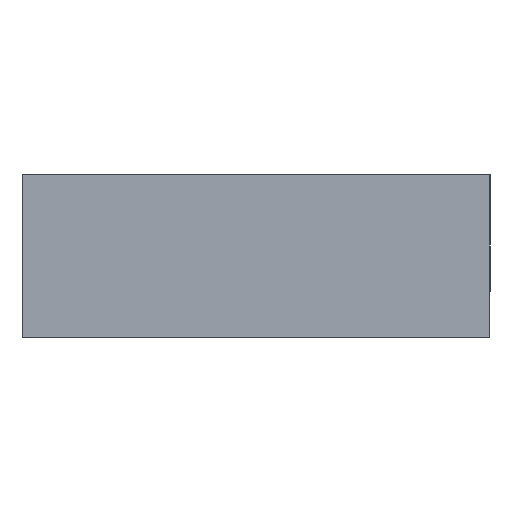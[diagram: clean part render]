
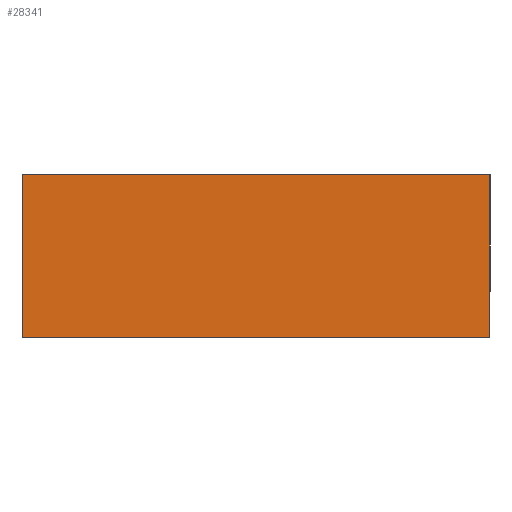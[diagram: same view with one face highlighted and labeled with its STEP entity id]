
A CAD part, left-side view. The second image highlights one B-rep face of the part: STEP entity #28341.
In plain terms, the highlighted planar face has unit normal (-1, 0, 0).
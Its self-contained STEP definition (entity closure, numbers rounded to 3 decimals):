
#2378=PLANE('',#30955);
#3878=FACE_OUTER_BOUND('',#5763,.T.);
#5763=EDGE_LOOP('',(#25920,#25921,#25922,#25923,#25924));
#8436=LINE('',#51919,#11149);
#8441=LINE('',#51929,#11154);
#8453=LINE('',#52977,#11166);
#8455=LINE('',#57317,#11168);
#8458=LINE('',#59923,#11171);
#11149=VECTOR('',#38004,10.);
#11154=VECTOR('',#38013,10.);
#11166=VECTOR('',#38033,10.);
#11168=VECTOR('',#38055,10.);
#11171=VECTOR('',#38076,10.);
#14427=VERTEX_POINT('',#51912);
#14430=VERTEX_POINT('',#51917);
#14433=VERTEX_POINT('',#51927);
#14441=VERTEX_POINT('',#52975);
#14443=VERTEX_POINT('',#57315);
#18206=EDGE_CURVE('',#14427,#14430,#8436,.T.);
#18211=EDGE_CURVE('',#14433,#14430,#8441,.T.);
#18239=EDGE_CURVE('',#14441,#14433,#8453,.F.);
#18271=EDGE_CURVE('',#14443,#14441,#8455,.F.);
#18292=EDGE_CURVE('',#14443,#14427,#8458,.F.);
#25920=ORIENTED_EDGE('',*,*,#18292,.T.);
#25921=ORIENTED_EDGE('',*,*,#18206,.T.);
#25922=ORIENTED_EDGE('',*,*,#18211,.F.);
#25923=ORIENTED_EDGE('',*,*,#18239,.F.);
#25924=ORIENTED_EDGE('',*,*,#18271,.F.);
#28341=ADVANCED_FACE('',(#3878),#2378,.T.);
#30955=AXIS2_PLACEMENT_3D('',#59922,#38074,#38075);
#38004=DIRECTION('',(0.,0.,1.));
#38013=DIRECTION('',(0.,-1.,0.));
#38033=DIRECTION('',(0.,0.,-1.));
#38055=DIRECTION('',(0.,-1.,0.));
#38074=DIRECTION('center_axis',(-1.,0.,0.));
#38075=DIRECTION('ref_axis',(0.,0.,1.));
#38076=DIRECTION('',(0.,0.,-1.));
#51912=CARTESIAN_POINT('',(-11.036,-4.,-2.299));
#51917=CARTESIAN_POINT('',(-11.036,-4.,17.701));
#51919=CARTESIAN_POINT('',(-11.036,-4.,-2.299));
#51927=CARTESIAN_POINT('',(-11.036,76.,17.701));
#51929=CARTESIAN_POINT('',(-11.036,76.,17.701));
#52975=CARTESIAN_POINT('',(-11.036,76.,-10.199));
#52977=CARTESIAN_POINT('',(-11.036,76.,-5.199));
#57315=CARTESIAN_POINT('',(-11.036,-4.,-10.199));
#57317=CARTESIAN_POINT('',(-11.036,0.,-10.199));
#59922=CARTESIAN_POINT('Origin',(-11.036,0.,-6.199));
#59923=CARTESIAN_POINT('',(-11.036,-4.,-5.199));
